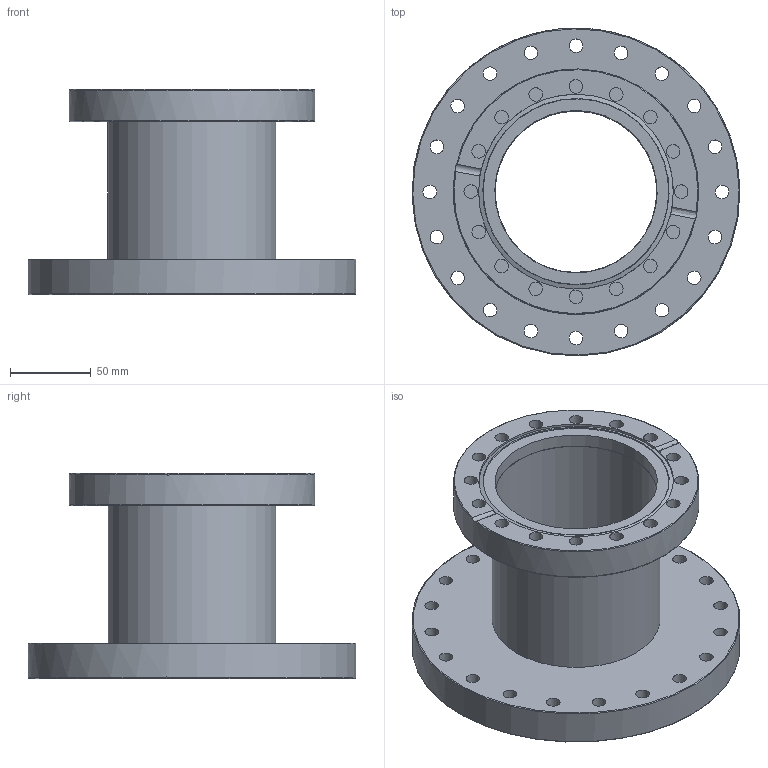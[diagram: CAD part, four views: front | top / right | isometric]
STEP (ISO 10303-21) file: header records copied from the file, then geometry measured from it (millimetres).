
FILE_DESCRIPTION((''),'2;1');
FILE_NAME('TA1510.stp','2009-04-15T13:51:03',('hasers'),(''),'Autodesk Inventor 2008','Autodesk Inventor 2008','');
FILE_SCHEMA(('AUTOMOTIVE_DESIGN { 1 0 10303 214 1 1 1 1 }'));
Length unit declared in the file: millimetre
Products named in the file (4): TA1510; CF-07 [Keywords [Summary]=1.4301][Company [Summary]=Vacom][Title [Summary]=F100B104]; Rohre [Subject [Summary]=normal][Keywords [Summary]=1.4301][Title [Summary]=104x2,0 (0,5m)]_3; CF-07 [Keywords [Summary]=1.4301][Company [Summary]=Vacom][Title [Summary]=F150]_1
Assembly tree (3 placements, depth 2):
  TA1510
    CF-07 [Keywords [Summary]=1.4301][Company [Summary]=Vacom][Title [Summary]=F100B104]
    Rohre [Subject [Summary]=normal][Keywords [Summary]=1.4301][Title [Summary]=104x2,0 (0,5m)]_3
    CF-07 [Keywords [Summary]=1.4301][Company [Summary]=Vacom][Title [Summary]=F150]_1
Bounding box: 202.94 x 202.98 x 127 mm (x, y, z)
Volume: 733739.5 mm3; surface area: 193764 mm2
Topology: 3 solids, 3 shells, 73 faces, 224 edges, 159 vertices
Faces by surface type: bspline 41, plane 11, cylinder 10, torus 7, cone 4
Full cylindrical faces by diameter (mm): 100 x1, 100.5 x1, 104 x1, 104.3 x1, 120.6 x1, 152 x1, 171.4 x1, 203 x1
Entity records: 2964 total; most frequent: CARTESIAN_POINT 1242, DIRECTION 300, ORIENTED_EDGE 262, EDGE_LOOP 206, AXIS2_PLACEMENT_3D 146, FACE_BOUND 133, EDGE_CURVE 131, VERTEX_POINT 119
